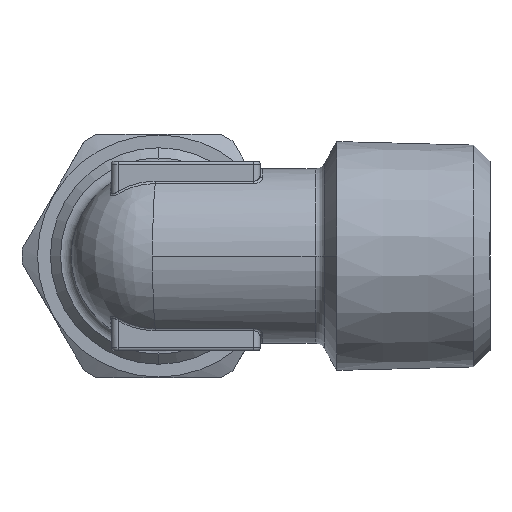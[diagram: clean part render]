
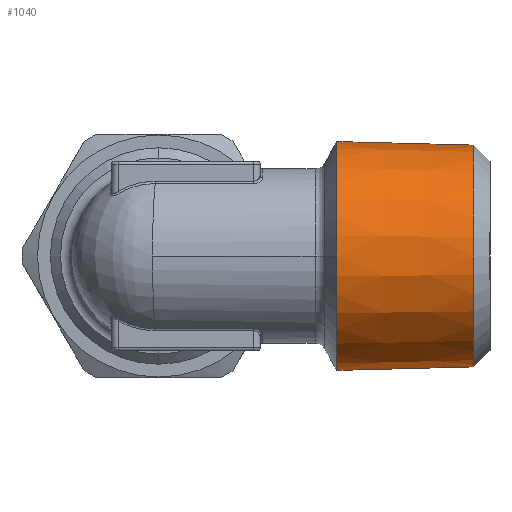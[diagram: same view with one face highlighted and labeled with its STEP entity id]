
A CAD part, left-side view. The second image highlights one B-rep face of the part: STEP entity #1040.
In plain terms, the highlighted conical face has half-angle 1.47 degrees and reference radius 8.462 mm.
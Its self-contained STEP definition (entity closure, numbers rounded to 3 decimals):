
#247 = CARTESIAN_POINT ( 'NONE',  ( -8.457, -13.187, 0. ) ) ;
#315 = CARTESIAN_POINT ( 'NONE',  ( 0., -13.187, 8.457 ) ) ;
#473 = ORIENTED_EDGE ( 'NONE', *, *, #2798, .T. ) ;
#474 = ORIENTED_EDGE ( 'NONE', *, *, #4596, .F. ) ;
#475 = ORIENTED_EDGE ( 'NONE', *, *, #1660, .F. ) ;
#476 = ORIENTED_EDGE ( 'NONE', *, *, #4630, .T. ) ;
#477 = ORIENTED_EDGE ( 'NONE', *, *, #4624, .T. ) ;
#616 = EDGE_LOOP ( 'NONE', ( #474, #475, #476, #473, #477 ) ) ;
#763 = VERTEX_POINT ( 'NONE', #315 ) ;
#828 = VERTEX_POINT ( 'NONE', #247 ) ;
#914 = AXIS2_PLACEMENT_3D ( 'NONE', #2879, #2878, #2877 ) ;
#921 = VECTOR ( 'NONE', #2990, 1000. ) ;
#927 = CIRCLE ( 'NONE', #914, 8.457 ) ;
#968 = VECTOR ( 'NONE', #2172, 1000. ) ;
#1040 = ADVANCED_FACE ( 'NONE', ( #3680 ), #3425, .T. ) ;
#1331 = AXIS2_PLACEMENT_3D ( 'NONE', #3264, #3263, #3262 ) ;
#1336 = CIRCLE ( 'NONE', #1331, 8.198 ) ;
#1660 = EDGE_CURVE ( 'NONE', #4049, #4048, #1336, .T. ) ;
#1828 = LINE ( 'NONE', #2991, #921 ) ;
#1838 = LINE ( 'NONE', #2173, #968 ) ;
#2172 = DIRECTION ( 'NONE',  ( 0., 1., -0.026 ) ) ;
#2173 = CARTESIAN_POINT ( 'NONE',  ( 0., -13., -8.462 ) ) ;
#2264 = CARTESIAN_POINT ( 'NONE',  ( 0., -13.187, -8.457 ) ) ;
#2287 = CARTESIAN_POINT ( 'NONE',  ( 0., -23.3, 8.198 ) ) ;
#2289 = CARTESIAN_POINT ( 'NONE',  ( 0., -23.3, -8.198 ) ) ;
#2798 = EDGE_CURVE ( 'NONE', #763, #828, #3426, .T. ) ;
#2877 = DIRECTION ( 'NONE',  ( 0., 0., 1. ) ) ;
#2878 = DIRECTION ( 'NONE',  ( 0., -1., 0. ) ) ;
#2879 = CARTESIAN_POINT ( 'NONE',  ( 0., -13.187, 0. ) ) ;
#2990 = DIRECTION ( 'NONE',  ( 0., 1., 0.026 ) ) ;
#2991 = CARTESIAN_POINT ( 'NONE',  ( 0., -13., 8.462 ) ) ;
#3262 = DIRECTION ( 'NONE',  ( 0., 0., -1. ) ) ;
#3263 = DIRECTION ( 'NONE',  ( 0., -1., 0. ) ) ;
#3264 = CARTESIAN_POINT ( 'NONE',  ( 0., -23.3, 0. ) ) ;
#3425 = CONICAL_SURFACE ( 'NONE', #3461, 8.462, 0.026 ) ;
#3426 = CIRCLE ( 'NONE', #3463, 8.457 ) ;
#3461 = AXIS2_PLACEMENT_3D ( 'NONE', #4952, #4956, #4957 ) ;
#3463 = AXIS2_PLACEMENT_3D ( 'NONE', #4773, #4769, #4754 ) ;
#3680 = FACE_OUTER_BOUND ( 'NONE', #616, .T. ) ;
#4048 = VERTEX_POINT ( 'NONE', #2289 ) ;
#4049 = VERTEX_POINT ( 'NONE', #2287 ) ;
#4050 = VERTEX_POINT ( 'NONE', #2264 ) ;
#4596 = EDGE_CURVE ( 'NONE', #4048, #4050, #1838, .T. ) ;
#4624 = EDGE_CURVE ( 'NONE', #828, #4050, #927, .T. ) ;
#4630 = EDGE_CURVE ( 'NONE', #4049, #763, #1828, .T. ) ;
#4754 = DIRECTION ( 'NONE',  ( 0., 0., 1. ) ) ;
#4769 = DIRECTION ( 'NONE',  ( 0., -1., 0. ) ) ;
#4773 = CARTESIAN_POINT ( 'NONE',  ( 0., -13.187, 0. ) ) ;
#4952 = CARTESIAN_POINT ( 'NONE',  ( 0., -13., 0. ) ) ;
#4956 = DIRECTION ( 'NONE',  ( 0., 1., 0. ) ) ;
#4957 = DIRECTION ( 'NONE',  ( 0., 0., 1. ) ) ;
